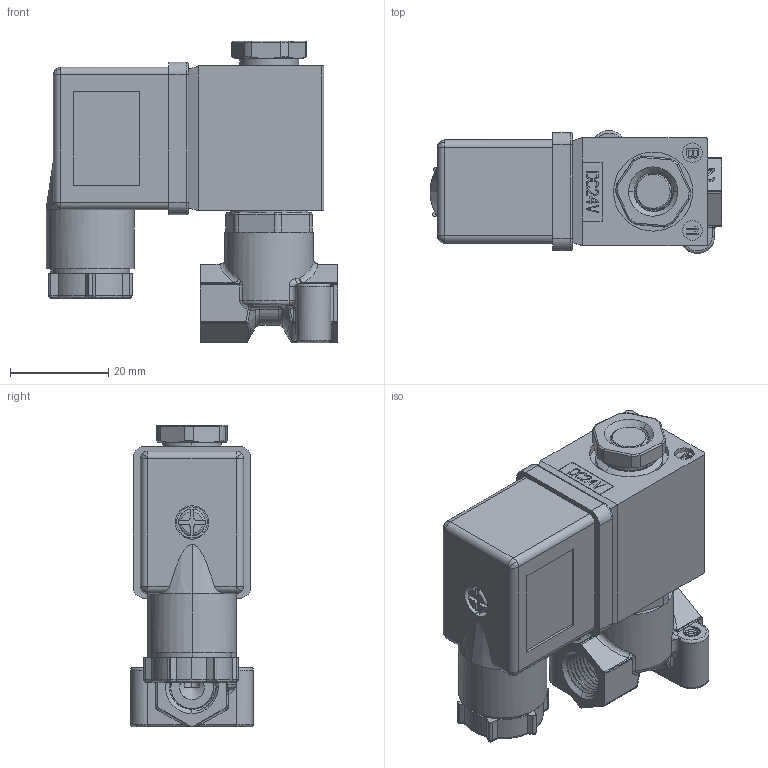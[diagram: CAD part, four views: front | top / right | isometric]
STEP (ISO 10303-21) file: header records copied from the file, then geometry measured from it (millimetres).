
FILE_DESCRIPTION (( 'STEP AP214' ), '1' );
FILE_NAME ('210a_G18.STEP', '2023-05-30T08:18:38', ( 'admin' ), ( 'Hewlett-Packard Company' ), 'SwSTEP 2.0', 'SolidWorks 2015', '' );
FILE_SCHEMA (( 'AUTOMOTIVE_DESIGN' ));
Length unit declared in the file: millimetre
Products named in the file (1): 210a_G18
Bounding box: 59.4 x 25 x 61.3 mm (x, y, z)
Volume: 42502.9 mm3; surface area: 17941.4 mm2
Topology: 2 solids, 3 shells, 1160 faces, 3229 edges, 2079 vertices
Faces by surface type: cylinder 439, plane 409, bspline 252, cone 60
Entity records: 94147 total; most frequent: CARTESIAN_POINT 68331, ORIENTED_EDGE 6376, DIRECTION 3841, EDGE_CURVE 3188, VERTEX_POINT 2079, B_SPLINE_CURVE_WITH_KNOTS 1402, LINE 1359, VECTOR 1359
